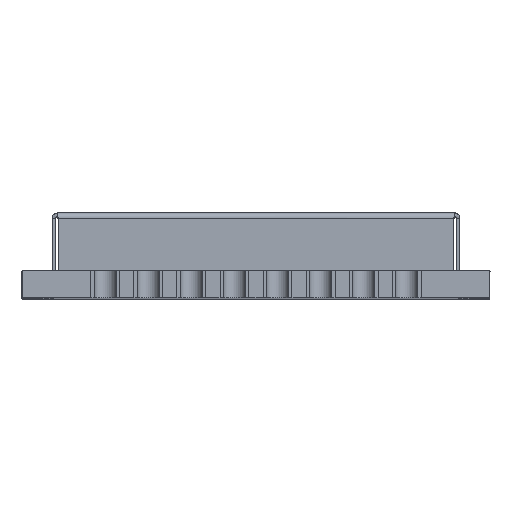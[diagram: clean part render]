
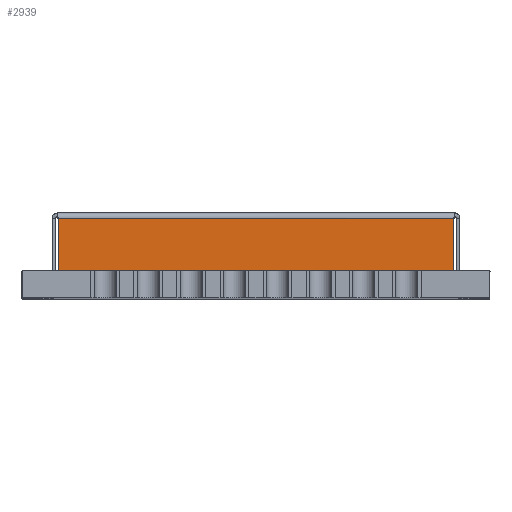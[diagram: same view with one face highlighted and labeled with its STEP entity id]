
A CAD part, top view. The second image highlights one B-rep face of the part: STEP entity #2939.
In plain terms, the highlighted planar face has unit normal (0, 0, 1).
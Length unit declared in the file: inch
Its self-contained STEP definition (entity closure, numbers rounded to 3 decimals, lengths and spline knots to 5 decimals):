
#122 = VERTEX_POINT ( 'NONE', #11316 ) ;
#319 = AXIS2_PLACEMENT_3D ( 'NONE', #14009, #17755, #5850 ) ;
#2939 = ADVANCED_FACE ( 'NONE', ( #25257 ), #9618, .T. ) ;
#3783 = CARTESIAN_POINT ( 'NONE',  ( -0.22578, 0.09306, 0.345 ) ) ;
#4445 = ORIENTED_EDGE ( 'NONE', *, *, #15479, .T. ) ;
#5850 = DIRECTION ( 'NONE',  ( 0., -1., 0. ) ) ;
#7820 = DIRECTION ( 'NONE',  ( 0., 1., 0. ) ) ;
#8078 = EDGE_CURVE ( 'NONE', #13729, #122, #13158, .T. ) ;
#8959 = VECTOR ( 'NONE', #10605, 39.37008 ) ;
#9618 = PLANE ( 'NONE',  #319 ) ;
#10353 = CARTESIAN_POINT ( 'NONE',  ( 0.22578, 0.09109, 0.345 ) ) ;
#10394 = EDGE_CURVE ( 'NONE', #24343, #13729, #14014, .T. ) ;
#10605 = DIRECTION ( 'NONE',  ( -1., 0., 0. ) ) ;
#10816 = CARTESIAN_POINT ( 'NONE',  ( -0.22578, 0.031, 0.345 ) ) ;
#11316 = CARTESIAN_POINT ( 'NONE',  ( -0.22578, 0.09109, 0.345 ) ) ;
#11547 = VECTOR ( 'NONE', #24725, 39.37008 ) ;
#11964 = EDGE_CURVE ( 'NONE', #24343, #15151, #16100, .T. ) ;
#12187 = ORIENTED_EDGE ( 'NONE', *, *, #8078, .F. ) ;
#12549 = ORIENTED_EDGE ( 'NONE', *, *, #10394, .F. ) ;
#13158 = LINE ( 'NONE', #3783, #20945 ) ;
#13729 = VERTEX_POINT ( 'NONE', #10816 ) ;
#14009 = CARTESIAN_POINT ( 'NONE',  ( 0., 0., 0.345 ) ) ;
#14014 = LINE ( 'NONE', #20683, #11547 ) ;
#14205 = CARTESIAN_POINT ( 'NONE',  ( 0., 0.09109, 0.345 ) ) ;
#15151 = VERTEX_POINT ( 'NONE', #10353 ) ;
#15472 = VECTOR ( 'NONE', #7820, 39.37008 ) ;
#15479 = EDGE_CURVE ( 'NONE', #15151, #122, #25080, .T. ) ;
#16100 = LINE ( 'NONE', #21998, #15472 ) ;
#17676 = CARTESIAN_POINT ( 'NONE',  ( 0.22578, 0.031, 0.345 ) ) ;
#17755 = DIRECTION ( 'NONE',  ( 0., 0., 1. ) ) ;
#19487 = DIRECTION ( 'NONE',  ( 0., 1., 0. ) ) ;
#20683 = CARTESIAN_POINT ( 'NONE',  ( -0.2325, 0.031, 0.345 ) ) ;
#20945 = VECTOR ( 'NONE', #19487, 39.37008 ) ;
#21015 = EDGE_LOOP ( 'NONE', ( #12187, #12549, #22385, #4445 ) ) ;
#21998 = CARTESIAN_POINT ( 'NONE',  ( 0.22578, 0., 0.345 ) ) ;
#22385 = ORIENTED_EDGE ( 'NONE', *, *, #11964, .T. ) ;
#24343 = VERTEX_POINT ( 'NONE', #17676 ) ;
#24725 = DIRECTION ( 'NONE',  ( -1., 0., 0. ) ) ;
#25080 = LINE ( 'NONE', #14205, #8959 ) ;
#25257 = FACE_OUTER_BOUND ( 'NONE', #21015, .T. ) ;
